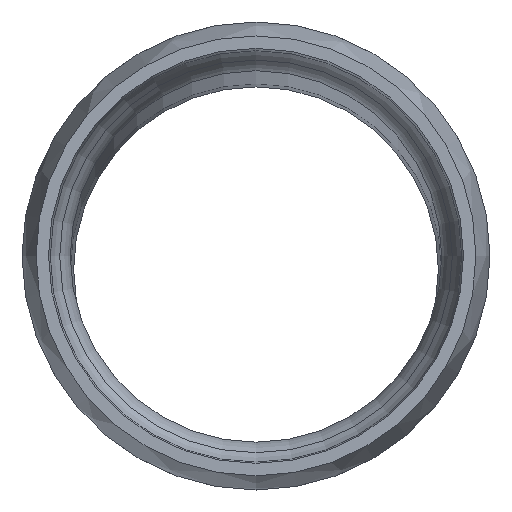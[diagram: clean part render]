
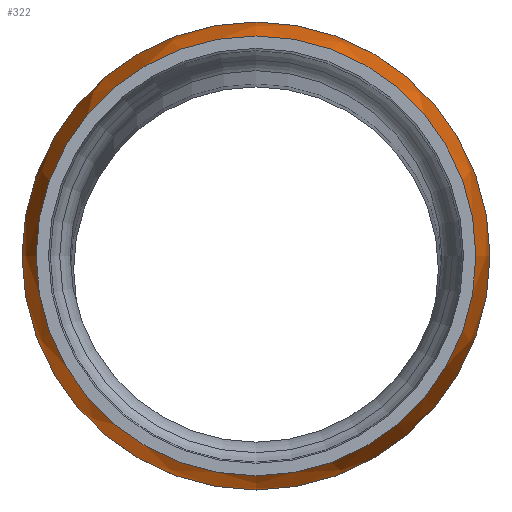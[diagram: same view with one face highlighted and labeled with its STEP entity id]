
A CAD part, top view. The second image highlights one B-rep face of the part: STEP entity #322.
In plain terms, the highlighted free-form (B-spline) face has degree [2, 2] with [3, 9] control points.
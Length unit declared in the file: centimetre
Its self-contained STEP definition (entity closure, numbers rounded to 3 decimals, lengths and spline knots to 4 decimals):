
#28=(
BOUNDED_SURFACE()
B_SPLINE_SURFACE(2,2,((#617,#618,#619,#620,#621,#622,#623,#624,#625),(#626,
#627,#628,#629,#630,#631,#632,#633,#634),(#635,#636,#637,#638,#639,#640,
#641,#642,#643)),.UNSPECIFIED.,.F.,.T.,.F.)
B_SPLINE_SURFACE_WITH_KNOTS((3,3),(3,2,2,2,3),(-0.4444,0.),
(-3.1416,-1.5708,0.,1.5708,3.1416),
 .UNSPECIFIED.)
GEOMETRIC_REPRESENTATION_ITEM()
RATIONAL_B_SPLINE_SURFACE(((1.,0.707,1.,0.707,1.,
0.707,1.,0.707,1.),(0.975,0.69,
0.975,0.69,0.975,0.69,
0.975,0.69,0.975),(1.,0.707,
1.,0.707,1.,0.707,1.,0.707,1.)))
REPRESENTATION_ITEM('')
SURFACE()
);
#60=FACE_OUTER_BOUND('',#81,.T.);
#81=EDGE_LOOP('',(#251,#252,#253,#254,#255));
#112=CIRCLE('',#361,29.6064);
#113=CIRCLE('',#362,31.5);
#114=CIRCLE('',#363,19.5);
#115=CIRCLE('',#364,31.5);
#147=VERTEX_POINT('',#615);
#148=VERTEX_POINT('',#644);
#149=VERTEX_POINT('',#645);
#184=EDGE_CURVE('',#147,#147,#112,.T.);
#185=EDGE_CURVE('',#148,#149,#113,.T.);
#186=EDGE_CURVE('',#148,#147,#114,.T.);
#187=EDGE_CURVE('',#149,#148,#115,.T.);
#251=ORIENTED_EDGE('',*,*,#185,.F.);
#252=ORIENTED_EDGE('',*,*,#186,.T.);
#253=ORIENTED_EDGE('',*,*,#184,.T.);
#254=ORIENTED_EDGE('',*,*,#186,.F.);
#255=ORIENTED_EDGE('',*,*,#187,.F.);
#322=ADVANCED_FACE('',(#60),#28,.F.);
#361=AXIS2_PLACEMENT_3D('',#616,#448,#449);
#362=AXIS2_PLACEMENT_3D('',#646,#450,#451);
#363=AXIS2_PLACEMENT_3D('',#647,#452,#453);
#364=AXIS2_PLACEMENT_3D('',#648,#454,#455);
#448=DIRECTION('center_axis',(0.,0.,
-1.));
#449=DIRECTION('ref_axis',(1.,0.,0.));
#450=DIRECTION('center_axis',(0.,0.,
-1.));
#451=DIRECTION('ref_axis',(1.,0.,0.));
#452=DIRECTION('center_axis',(-1.,0.,0.));
#453=DIRECTION('ref_axis',(0.,-1.,0.));
#454=DIRECTION('center_axis',(0.,0.,
-1.));
#455=DIRECTION('ref_axis',(1.,0.,0.));
#615=CARTESIAN_POINT('',(0.,-29.6064,1038.0049));
#616=CARTESIAN_POINT('Origin',(0.,0.,
1038.0049));
#617=CARTESIAN_POINT('Ctrl Pts',(0.,-29.6064,
1038.0049));
#618=CARTESIAN_POINT('Ctrl Pts',(-29.6064,-29.6064,1038.0049));
#619=CARTESIAN_POINT('Ctrl Pts',(-29.6064,0.,
1038.0049));
#620=CARTESIAN_POINT('Ctrl Pts',(-29.6064,29.6064,1038.0049));
#621=CARTESIAN_POINT('Ctrl Pts',(0.,29.6064,
1038.0049));
#622=CARTESIAN_POINT('Ctrl Pts',(29.6064,29.6064,1038.0049));
#623=CARTESIAN_POINT('Ctrl Pts',(29.6064,0.,
1038.0049));
#624=CARTESIAN_POINT('Ctrl Pts',(29.6064,-29.6064,1038.0049));
#625=CARTESIAN_POINT('Ctrl Pts',(0.,-29.6064,
1038.0049));
#626=CARTESIAN_POINT('Ctrl Pts',(0.,-31.5,1034.0275));
#627=CARTESIAN_POINT('Ctrl Pts',(-31.5,-31.5,1034.0275));
#628=CARTESIAN_POINT('Ctrl Pts',(-31.5,0.,
1034.0275));
#629=CARTESIAN_POINT('Ctrl Pts',(-31.5,31.5,1034.0275));
#630=CARTESIAN_POINT('Ctrl Pts',(0.,31.5,
1034.0275));
#631=CARTESIAN_POINT('Ctrl Pts',(31.5,31.5,1034.0275));
#632=CARTESIAN_POINT('Ctrl Pts',(31.5,0.,
1034.0275));
#633=CARTESIAN_POINT('Ctrl Pts',(31.5,-31.5,1034.0275));
#634=CARTESIAN_POINT('Ctrl Pts',(0.,-31.5,1034.0275));
#635=CARTESIAN_POINT('Ctrl Pts',(0.,-31.5,
1029.6224));
#636=CARTESIAN_POINT('Ctrl Pts',(-31.5,-31.5,1029.6224));
#637=CARTESIAN_POINT('Ctrl Pts',(-31.5,0.,
1029.6224));
#638=CARTESIAN_POINT('Ctrl Pts',(-31.5,31.5,1029.6224));
#639=CARTESIAN_POINT('Ctrl Pts',(0.,31.5,1029.6224));
#640=CARTESIAN_POINT('Ctrl Pts',(31.5,31.5,1029.6224));
#641=CARTESIAN_POINT('Ctrl Pts',(31.5,0.,
1029.6224));
#642=CARTESIAN_POINT('Ctrl Pts',(31.5,-31.5,1029.6224));
#643=CARTESIAN_POINT('Ctrl Pts',(0.,-31.5,
1029.6224));
#644=CARTESIAN_POINT('',(0.,-31.5,1029.6224));
#645=CARTESIAN_POINT('',(31.5,0.,1029.6224));
#646=CARTESIAN_POINT('Origin',(0.,0.,
1029.6224));
#647=CARTESIAN_POINT('Origin',(0.,-12.,
1029.6224));
#648=CARTESIAN_POINT('Origin',(0.,0.,
1029.6224));
